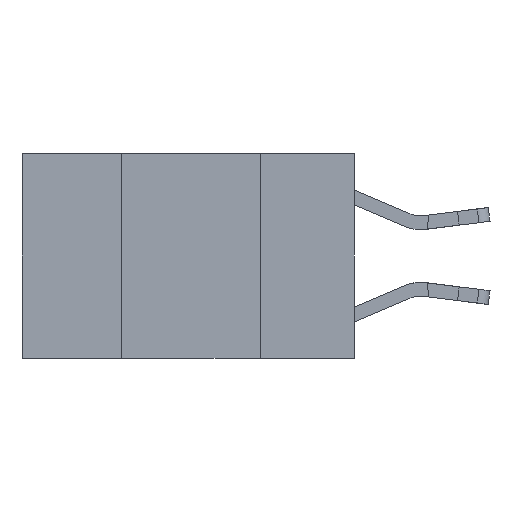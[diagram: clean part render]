
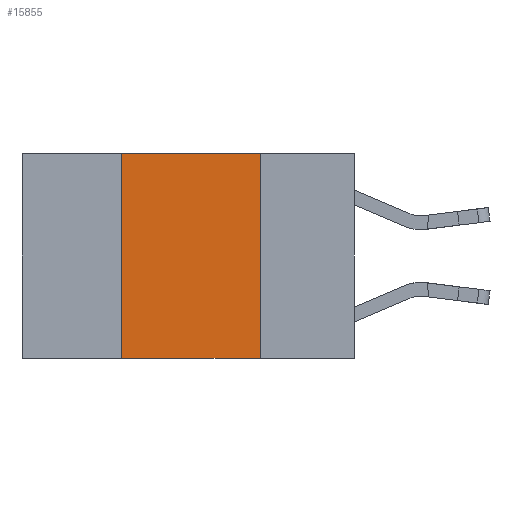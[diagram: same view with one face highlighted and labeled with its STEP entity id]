
A CAD part, left-side view. The second image highlights one B-rep face of the part: STEP entity #15855.
In plain terms, the highlighted planar face has unit normal (-1, 0, 0).
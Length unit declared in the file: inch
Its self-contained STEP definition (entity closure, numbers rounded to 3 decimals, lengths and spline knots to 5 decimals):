
#352 = LINE ( 'NONE', #10535, #14823 ) ;
#586 = CARTESIAN_POINT ( 'NONE',  ( 0., 0.6, -0.37 ) ) ;
#751 = VERTEX_POINT ( 'NONE', #7091 ) ;
#801 = EDGE_LOOP ( 'NONE', ( #10591, #9333, #6273, #12337 ) ) ;
#1467 = CARTESIAN_POINT ( 'NONE',  ( 0., 0.6, 0. ) ) ;
#2065 = EDGE_CURVE ( 'NONE', #11618, #8920, #5066, .T. ) ;
#2740 = DIRECTION ( 'NONE',  ( 0., 0., 1. ) ) ;
#3437 = DIRECTION ( 'NONE',  ( 0., -1., 0. ) ) ;
#3453 = CARTESIAN_POINT ( 'NONE',  ( 0., 0.42, -0.37 ) ) ;
#3635 = LINE ( 'NONE', #15978, #9946 ) ;
#4571 = EDGE_CURVE ( 'NONE', #8920, #14317, #352, .T. ) ;
#5066 = LINE ( 'NONE', #7809, #15648 ) ;
#5637 = FACE_OUTER_BOUND ( 'NONE', #801, .T. ) ;
#6273 = ORIENTED_EDGE ( 'NONE', *, *, #2065, .F. ) ;
#6816 = VECTOR ( 'NONE', #10775, 39.37008 ) ;
#7091 = CARTESIAN_POINT ( 'NONE',  ( 0., 0.17, -0.37 ) ) ;
#7809 = CARTESIAN_POINT ( 'NONE',  ( 0., 0.42, 0. ) ) ;
#8120 = CARTESIAN_POINT ( 'NONE',  ( 0., 0.42, 0. ) ) ;
#8920 = VERTEX_POINT ( 'NONE', #8120 ) ;
#9129 = PLANE ( 'NONE',  #10021 ) ;
#9333 = ORIENTED_EDGE ( 'NONE', *, *, #4571, .F. ) ;
#9524 = LINE ( 'NONE', #586, #6816 ) ;
#9624 = DIRECTION ( 'NONE',  ( 0., 0., -1. ) ) ;
#9946 = VECTOR ( 'NONE', #9624, 39.37008 ) ;
#10021 = AXIS2_PLACEMENT_3D ( 'NONE', #1467, #15485, #11708 ) ;
#10535 = CARTESIAN_POINT ( 'NONE',  ( 0., 0.6, 0. ) ) ;
#10591 = ORIENTED_EDGE ( 'NONE', *, *, #12459, .F. ) ;
#10775 = DIRECTION ( 'NONE',  ( 0., -1., 0. ) ) ;
#11430 = CARTESIAN_POINT ( 'NONE',  ( 0., 0.17, 0. ) ) ;
#11618 = VERTEX_POINT ( 'NONE', #3453 ) ;
#11708 = DIRECTION ( 'NONE',  ( 0., 0., -1. ) ) ;
#12337 = ORIENTED_EDGE ( 'NONE', *, *, #15229, .T. ) ;
#12459 = EDGE_CURVE ( 'NONE', #14317, #751, #3635, .T. ) ;
#14317 = VERTEX_POINT ( 'NONE', #11430 ) ;
#14823 = VECTOR ( 'NONE', #3437, 39.37008 ) ;
#15229 = EDGE_CURVE ( 'NONE', #11618, #751, #9524, .T. ) ;
#15485 = DIRECTION ( 'NONE',  ( 1., 0., 0. ) ) ;
#15648 = VECTOR ( 'NONE', #2740, 39.37008 ) ;
#15855 = ADVANCED_FACE ( 'NONE', ( #5637 ), #9129, .F. ) ;
#15978 = CARTESIAN_POINT ( 'NONE',  ( 0., 0.17, 0. ) ) ;
